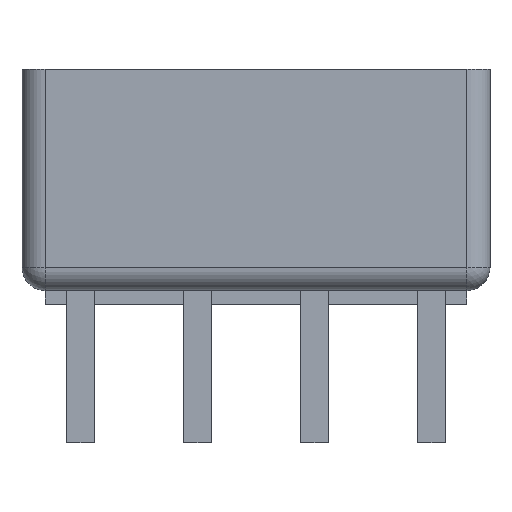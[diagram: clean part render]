
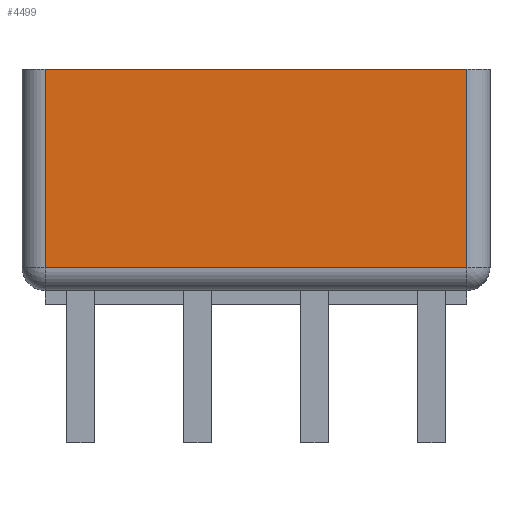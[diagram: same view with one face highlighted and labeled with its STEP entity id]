
A CAD part, front view. The second image highlights one B-rep face of the part: STEP entity #4499.
In plain terms, the highlighted planar face has unit normal (0, -1, 0).
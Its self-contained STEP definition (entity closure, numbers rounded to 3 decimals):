
#195=DIRECTION('',(-1.,0.,0.));
#196=VECTOR('',#195,9.16);
#197=CARTESIAN_POINT('',(4.58,-5.,0.));
#198=LINE('',#197,#196);
#252=DIRECTION('',(0.,0.,-1.));
#253=VECTOR('',#252,4.3);
#254=CARTESIAN_POINT('',(4.58,-5.,0.));
#255=LINE('',#254,#253);
#256=DIRECTION('',(1.,0.,0.));
#257=VECTOR('',#256,9.16);
#258=CARTESIAN_POINT('',(-4.58,-5.,-4.3));
#259=LINE('',#258,#257);
#260=DIRECTION('',(0.,0.,1.));
#261=VECTOR('',#260,4.3);
#262=CARTESIAN_POINT('',(-4.58,-5.,-4.3));
#263=LINE('',#262,#261);
#3676=CARTESIAN_POINT('',(4.58,-5.,0.));
#3678=VERTEX_POINT('',#3676);
#3682=CARTESIAN_POINT('',(4.58,-5.,-4.3));
#3683=VERTEX_POINT('',#3682);
#3699=CARTESIAN_POINT('',(-4.58,-5.,0.));
#3701=VERTEX_POINT('',#3699);
#3702=CARTESIAN_POINT('',(-4.58,-5.,-4.3));
#3703=VERTEX_POINT('',#3702);
#4486=CARTESIAN_POINT('',(5.08,-5.,-4.8));
#4487=DIRECTION('',(0.,-1.,0.));
#4488=DIRECTION('',(0.,0.,1.));
#4489=AXIS2_PLACEMENT_3D('',#4486,#4487,#4488);
#4490=PLANE('',#4489);
#4491=ORIENTED_EDGE('',*,*,#4434,.T.);
#4493=ORIENTED_EDGE('',*,*,#4492,.F.);
#4495=ORIENTED_EDGE('',*,*,#4494,.T.);
#4496=ORIENTED_EDGE('',*,*,#4445,.F.);
#4497=EDGE_LOOP('',(#4491,#4493,#4495,#4496));
#4498=FACE_OUTER_BOUND('',#4497,.F.);
#4434=EDGE_CURVE('',#3678,#3683,#255,.T.);
#4445=EDGE_CURVE('',#3678,#3701,#198,.T.);
#4492=EDGE_CURVE('',#3703,#3683,#259,.T.);
#4494=EDGE_CURVE('',#3703,#3701,#263,.T.);
#4499=ADVANCED_FACE('',(#4498),#4490,.T.);
